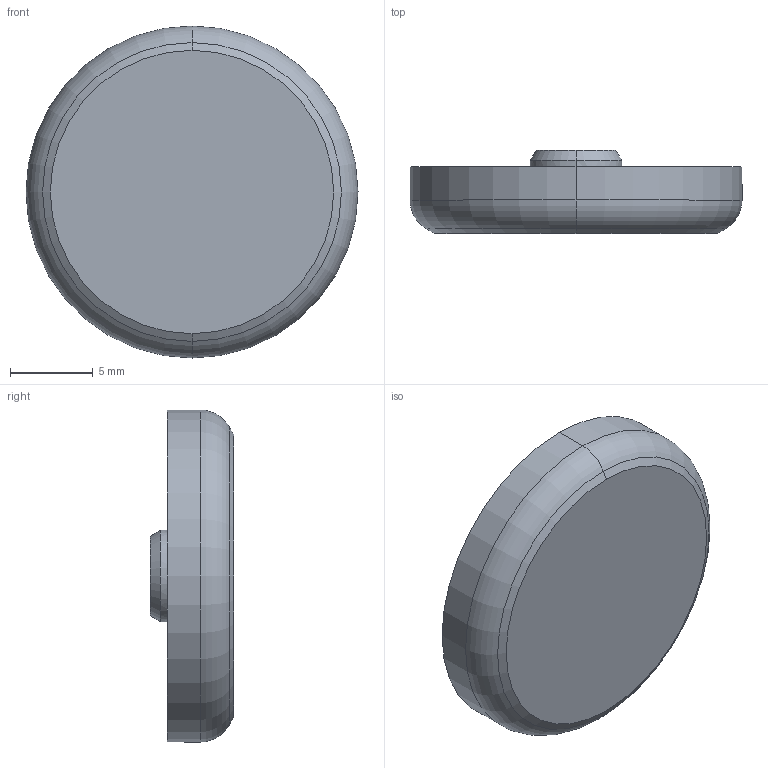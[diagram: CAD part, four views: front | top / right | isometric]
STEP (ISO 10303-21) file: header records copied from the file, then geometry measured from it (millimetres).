
FILE_DESCRIPTION (( 'STEP AP214' ), '1' );
FILE_NAME ('Button Low Profile V1 Rnd 20mm.STEP', '2022-10-16T13:01:18', ( '' ), ( '' ), 'SwSTEP 2.0', 'SolidWorks 2022', '' );
FILE_SCHEMA (( 'AUTOMOTIVE_DESIGN' ));
Length unit declared in the file: millimetre
Products named in the file (1): Button Low Profile V1 Rnd 20mm
Bounding box: 20 x 5 x 20 mm (x, y, z)
Volume: 749.7 mm3; surface area: 1014.2 mm2
Topology: 2 solids, 2 shells, 31 faces, 70 edges, 44 vertices
Faces by surface type: plane 17, cone 8, torus 4, cylinder 2
Entity records: 911 total; most frequent: DIRECTION 158, CARTESIAN_POINT 146, ORIENTED_EDGE 140, EDGE_CURVE 70, AXIS2_PLACEMENT_3D 56, LINE 46, VECTOR 46, VERTEX_POINT 44
